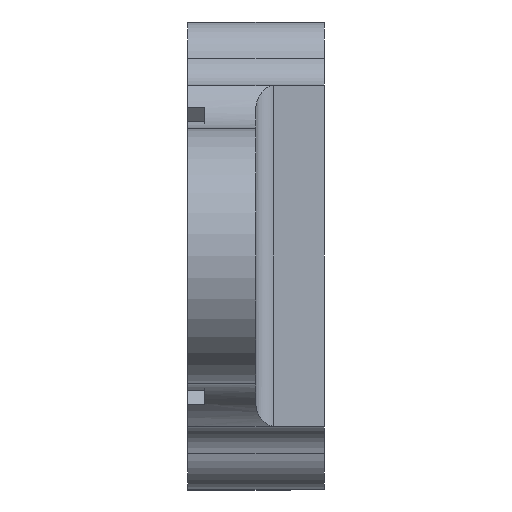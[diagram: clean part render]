
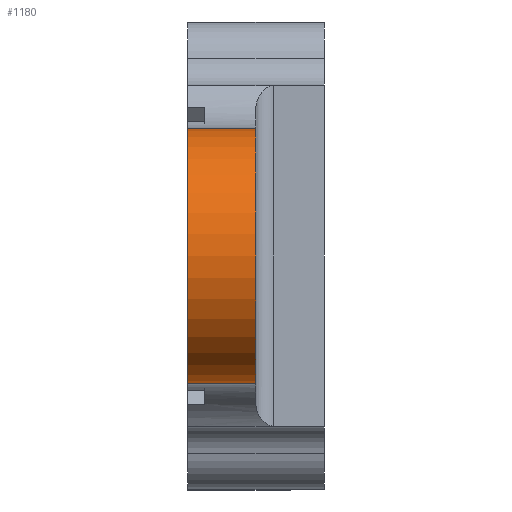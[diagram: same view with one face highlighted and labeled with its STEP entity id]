
A CAD part, left-side view. The second image highlights one B-rep face of the part: STEP entity #1180.
In plain terms, the highlighted cylindrical face has radius 7.5 mm (diameter 15 mm), a partial arc.
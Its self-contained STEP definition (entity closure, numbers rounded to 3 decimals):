
#63 = CARTESIAN_POINT ( 'NONE',  ( -4.2, 0., 7.497 ) ) ;
#221 = EDGE_CURVE ( 'NONE', #1382, #1216, #1394, .T. ) ;
#344 = DIRECTION ( 'NONE',  ( 0., 0., -1. ) ) ;
#348 = DIRECTION ( 'NONE',  ( 0., 1., 0. ) ) ;
#406 = DIRECTION ( 'NONE',  ( 0., 0., -1. ) ) ;
#409 = AXIS2_PLACEMENT_3D ( 'NONE', #2152, #2198, #344 ) ;
#520 = VECTOR ( 'NONE', #348, 1000. ) ;
#579 = VERTEX_POINT ( 'NONE', #63 ) ;
#701 = ORIENTED_EDGE ( 'NONE', *, *, #221, .T. ) ;
#754 = LINE ( 'NONE', #1947, #520 ) ;
#803 = ORIENTED_EDGE ( 'NONE', *, *, #1162, .T. ) ;
#1043 = CARTESIAN_POINT ( 'NONE',  ( -4.2, -4., -7.497 ) ) ;
#1074 = CIRCLE ( 'NONE', #1318, 7.5 ) ;
#1096 = DIRECTION ( 'NONE',  ( 0., 0., 1. ) ) ;
#1162 = EDGE_CURVE ( 'NONE', #1216, #1224, #1074, .T. ) ;
#1180 = ADVANCED_FACE ( 'NONE', ( #1780 ), #2867, .T. ) ;
#1205 = ORIENTED_EDGE ( 'NONE', *, *, #1881, .T. ) ;
#1216 = VERTEX_POINT ( 'NONE', #1043 ) ;
#1224 = VERTEX_POINT ( 'NONE', #1286 ) ;
#1286 = CARTESIAN_POINT ( 'NONE',  ( -4.2, -4., 7.497 ) ) ;
#1318 = AXIS2_PLACEMENT_3D ( 'NONE', #2008, #2687, #1096 ) ;
#1321 = CARTESIAN_POINT ( 'NONE',  ( -4., 0., 0. ) ) ;
#1382 = VERTEX_POINT ( 'NONE', #2258 ) ;
#1394 = LINE ( 'NONE', #2716, #2623 ) ;
#1594 = ORIENTED_EDGE ( 'NONE', *, *, #2770, .T. ) ;
#1780 = FACE_OUTER_BOUND ( 'NONE', #1907, .T. ) ;
#1839 = DIRECTION ( 'NONE',  ( 0., -1., 0. ) ) ;
#1881 = EDGE_CURVE ( 'NONE', #579, #1382, #2314, .T. ) ;
#1907 = EDGE_LOOP ( 'NONE', ( #1205, #701, #803, #1594 ) ) ;
#1947 = CARTESIAN_POINT ( 'NONE',  ( -4.2, 4., 7.497 ) ) ;
#2008 = CARTESIAN_POINT ( 'NONE',  ( -4., -4., 0. ) ) ;
#2019 = DIRECTION ( 'NONE',  ( 0., -1., 0. ) ) ;
#2130 = AXIS2_PLACEMENT_3D ( 'NONE', #1321, #2019, #406 ) ;
#2152 = CARTESIAN_POINT ( 'NONE',  ( -4., 4., 0. ) ) ;
#2198 = DIRECTION ( 'NONE',  ( 0., -1., 0. ) ) ;
#2258 = CARTESIAN_POINT ( 'NONE',  ( -4.2, 0., -7.497 ) ) ;
#2314 = CIRCLE ( 'NONE', #2130, 7.5 ) ;
#2623 = VECTOR ( 'NONE', #1839, 1000. ) ;
#2687 = DIRECTION ( 'NONE',  ( 0., 1., 0. ) ) ;
#2716 = CARTESIAN_POINT ( 'NONE',  ( -4.2, 4., -7.497 ) ) ;
#2770 = EDGE_CURVE ( 'NONE', #1224, #579, #754, .T. ) ;
#2867 = CYLINDRICAL_SURFACE ( 'NONE', #409, 7.5 ) ;
